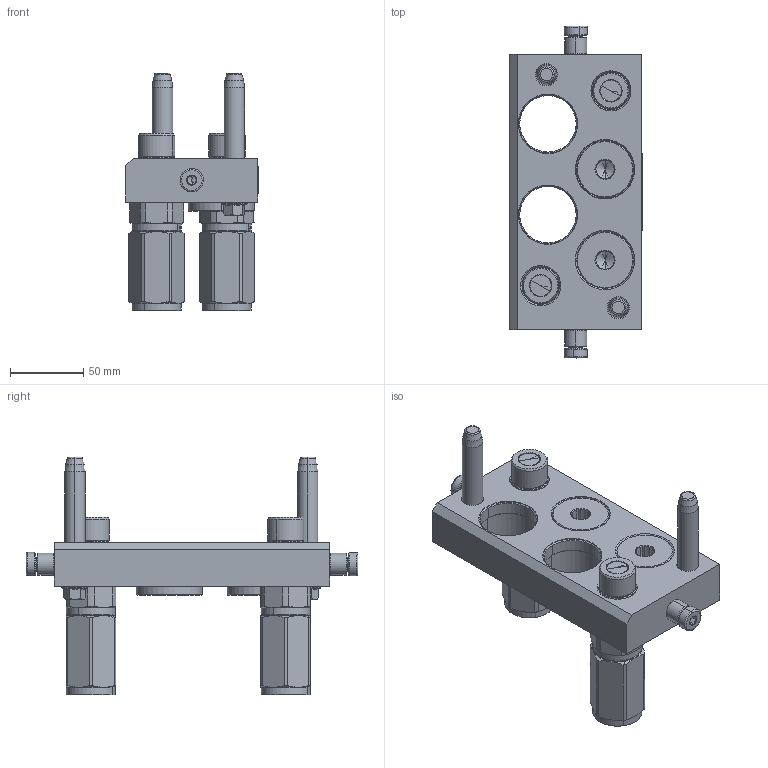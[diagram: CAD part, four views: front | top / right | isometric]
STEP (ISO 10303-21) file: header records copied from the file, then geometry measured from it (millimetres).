
FILE_DESCRIPTION (( 'STEP AP214' ), '1' );
FILE_NAME ('FASTER.step', '2021-04-22T09:55:59', ( '' ), ( '' ), 'SwSTEP 2.0', 'SolidWorks 2017', '' );
FILE_SCHEMA (( 'AUTOMOTIVE_DESIGN' ));
Length unit declared in the file: millimetre
Products named in the file (11): 4850_010_8000_000.prt; 3ffnp12_gas_m; 1540_080_0008_000.prt; TAPPO_34; 4830_028_1000_011.prt; 4830_013_3000_030; P6I_M_BASE; FASTER; 4830_021_1000_000.prt; et002
Assembly tree (16 placements, depth 3):
  FASTER
    P6I_M_BASE
      4850_010_8000_000.prt
      4830_021_1000_000.prt  x2
      4830_028_1000_011.prt  x2
      1540_080_0008_000.prt  x2
      4830_013_3000_030  x2
    3ffnp12_gas_m  x2
      3ffnp12_gas_m
    TAPPO_34  x2
    et002
Bounding box: 90.3 x 226.6 x 162.2 mm (x, y, z)
Volume: 88775 mm3; surface area: 137122.3 mm2
Topology: 5 solids, 38 shells, 1543 faces, 4361 edges, 2838 vertices
Faces by surface type: plane 797, cone 314, cylinder 286, bspline 78, torus 68
Entity records: 43001 total; most frequent: CARTESIAN_POINT 11446, ORIENTED_EDGE 5707, DIRECTION 5383, EDGE_CURVE 3028, VECTOR 1993, LINE 1993, VERTEX_POINT 1980, AXIS2_PLACEMENT_3D 1695
